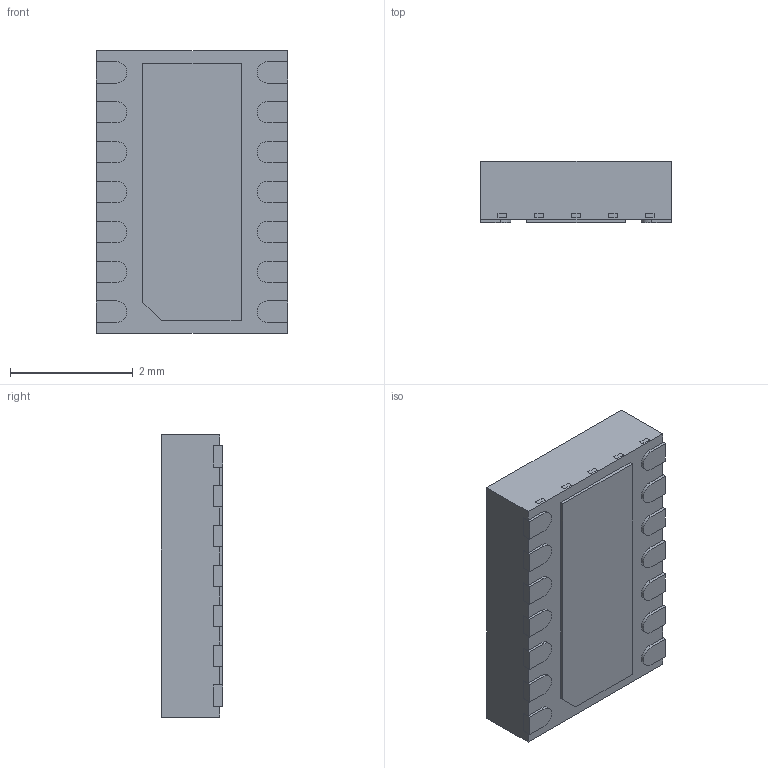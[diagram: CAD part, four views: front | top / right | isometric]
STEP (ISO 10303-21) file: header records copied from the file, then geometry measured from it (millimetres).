
FILE_DESCRIPTION (( 'STEP AP214' ), '1' );
FILE_NAME ('TPS922055DMTR.STEP', '2024-03-11T19:16:42', ( '' ), ( '' ), 'SwSTEP 2.0', 'SolidWorks 2024', '' );
FILE_SCHEMA (( 'AUTOMOTIVE_DESIGN' ));
Length unit declared in the file: millimetre
Products named in the file (1): TPS922055DMTR
Bounding box: 3.12 x 1 x 4.6 mm (x, y, z)
Volume: 14 mm3; surface area: 44.9 mm2
Topology: 1 solids, 1 shells, 121 faces, 339 edges, 226 vertices
Faces by surface type: plane 107, cylinder 14
Entity records: 4139 total; most frequent: CARTESIAN_POINT 687, ORIENTED_EDGE 678, DIRECTION 611, EDGE_CURVE 339, LINE 311, VECTOR 311, VERTEX_POINT 226, AXIS2_PLACEMENT_3D 150
